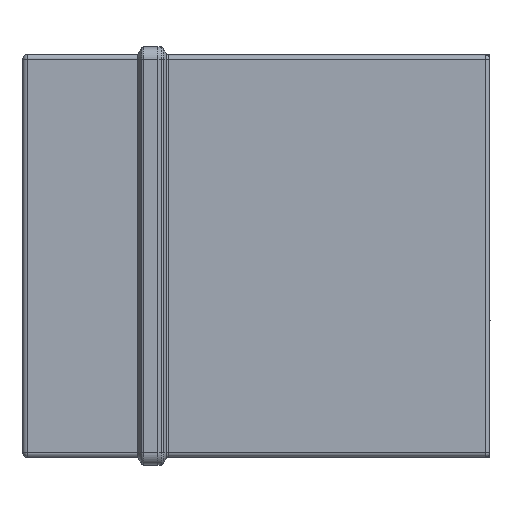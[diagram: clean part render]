
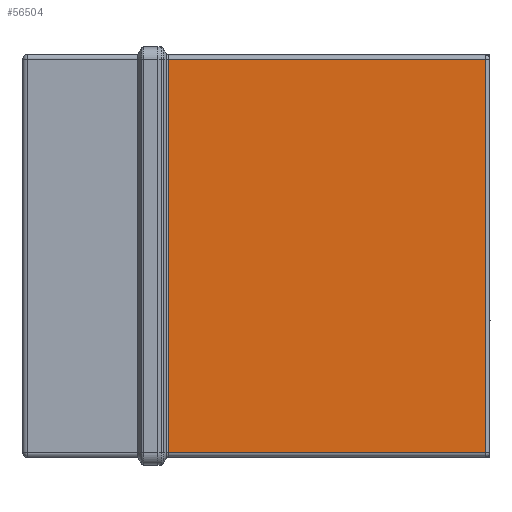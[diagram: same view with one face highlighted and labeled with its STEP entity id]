
A CAD part, left-side view. The second image highlights one B-rep face of the part: STEP entity #56504.
In plain terms, the highlighted planar face has unit normal (-1, 0, 0).
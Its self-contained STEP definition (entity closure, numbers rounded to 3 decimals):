
#3955 = ORIENTED_EDGE ( 'NONE', *, *, #36728, .T. ) ;
#4111 = VERTEX_POINT ( 'NONE', #51250 ) ;
#4114 = VERTEX_POINT ( 'NONE', #51241 ) ;
#4115 = VERTEX_POINT ( 'NONE', #51237 ) ;
#4116 = VERTEX_POINT ( 'NONE', #51233 ) ;
#10242 = AXIS2_PLACEMENT_3D ( 'NONE', #31576, #31590, #31592 ) ;
#14429 = ORIENTED_EDGE ( 'NONE', *, *, #36729, .T. ) ;
#14616 = ORIENTED_EDGE ( 'NONE', *, *, #36730, .T. ) ;
#21481 = LINE ( 'NONE', #35724, #21485 ) ;
#21483 = LINE ( 'NONE', #35723, #21487 ) ;
#21485 = VECTOR ( 'NONE', #35721, 1000. ) ;
#21486 = LINE ( 'NONE', #35734, #21489 ) ;
#21487 = VECTOR ( 'NONE', #35731, 1000. ) ;
#21488 = LINE ( 'NONE', #35739, #21491 ) ;
#21489 = VECTOR ( 'NONE', #35737, 1000. ) ;
#21491 = VECTOR ( 'NONE', #35741, 1000. ) ;
#24310 = FACE_OUTER_BOUND ( 'NONE', #27710, .T. ) ;
#27710 = EDGE_LOOP ( 'NONE', ( #3955, #14429, #14616, #54816 ) ) ;
#31576 = CARTESIAN_POINT ( 'NONE',  ( -167.25, -134.8, -81.75 ) ) ;
#31584 = PLANE ( 'NONE',  #10242 ) ;
#31590 = DIRECTION ( 'NONE',  ( -1., 0., 0. ) ) ;
#31592 = DIRECTION ( 'NONE',  ( 0., 0., 1. ) ) ;
#35721 = DIRECTION ( 'NONE',  ( 0., -1., 0. ) ) ;
#35723 = CARTESIAN_POINT ( 'NONE',  ( -167.25, -133.3, -81.75 ) ) ;
#35724 = CARTESIAN_POINT ( 'NONE',  ( -167.25, -134.8, -79.95 ) ) ;
#35731 = DIRECTION ( 'NONE',  ( 0., 0., 1. ) ) ;
#35734 = CARTESIAN_POINT ( 'NONE',  ( -167.25, -134.8, 79.95 ) ) ;
#35737 = DIRECTION ( 'NONE',  ( 0., 1., 0. ) ) ;
#35739 = CARTESIAN_POINT ( 'NONE',  ( -167.25, -4.229, -81.75 ) ) ;
#35741 = DIRECTION ( 'NONE',  ( 0., 0., -1. ) ) ;
#36728 = EDGE_CURVE ( 'NONE', #4114, #4111, #21481, .T. ) ;
#36729 = EDGE_CURVE ( 'NONE', #4111, #4116, #21483, .T. ) ;
#36730 = EDGE_CURVE ( 'NONE', #4116, #4115, #21486, .T. ) ;
#36731 = EDGE_CURVE ( 'NONE', #4115, #4114, #21488, .T. ) ;
#51233 = CARTESIAN_POINT ( 'NONE',  ( -167.25, -133.3, 79.95 ) ) ;
#51237 = CARTESIAN_POINT ( 'NONE',  ( -167.25, -4.229, 79.95 ) ) ;
#51241 = CARTESIAN_POINT ( 'NONE',  ( -167.25, -4.229, -79.95 ) ) ;
#51250 = CARTESIAN_POINT ( 'NONE',  ( -167.25, -133.3, -79.95 ) ) ;
#54816 = ORIENTED_EDGE ( 'NONE', *, *, #36731, .T. ) ;
#56504 = ADVANCED_FACE ( 'NONE', ( #24310 ), #31584, .T. ) ;
